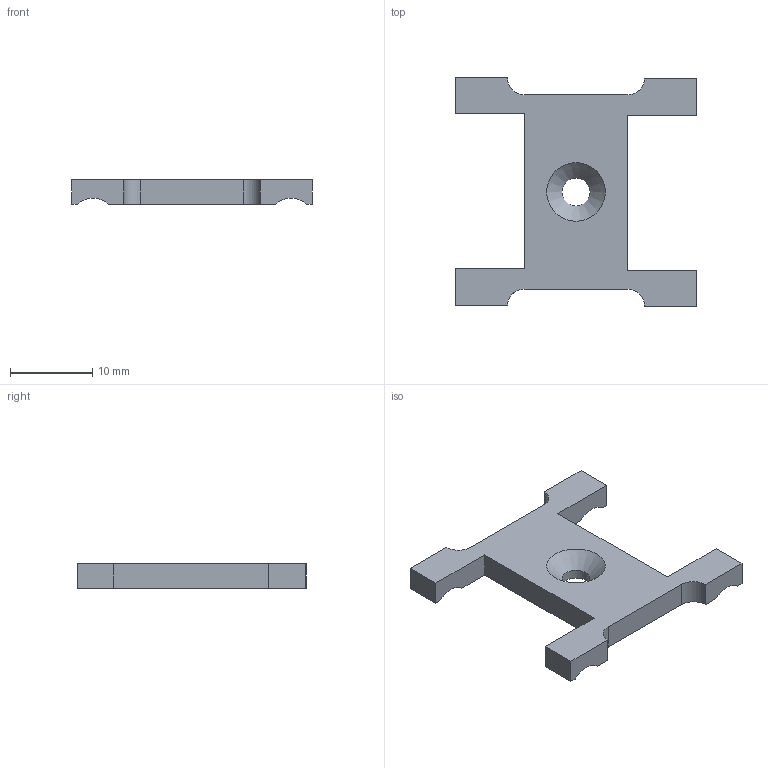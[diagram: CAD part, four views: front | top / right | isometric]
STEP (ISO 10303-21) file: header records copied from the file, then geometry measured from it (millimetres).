
FILE_DESCRIPTION(('FreeCAD Model'),'2;1');
FILE_NAME('Open CASCADE Shape Model','2024-09-11T15:57:03',(''),(''), 'Open CASCADE STEP processor 7.8','FreeCAD','Unknown');
FILE_SCHEMA(('AUTOMOTIVE_DESIGN { 1 0 10303 214 1 1 1 1 }'));
Length unit declared in the file: millimetre
Products named in the file (1): Pocket053032744
Bounding box: 29.2 x 27.74 x 3 mm (x, y, z)
Volume: 1194.9 mm3; surface area: 1307.5 mm2
Topology: 1 solids, 1 shells, 32 faces, 89 edges, 59 vertices
Faces by surface type: plane 22, cylinder 9, cone 1
Full cylindrical faces by diameter (mm): 3.4 x1
Entity records: 1050 total; most frequent: CARTESIAN_POINT 181, ORIENTED_EDGE 178, DIRECTION 174, EDGE_CURVE 89, LINE 70, VECTOR 70, VERTEX_POINT 59, AXIS2_PLACEMENT_3D 52
